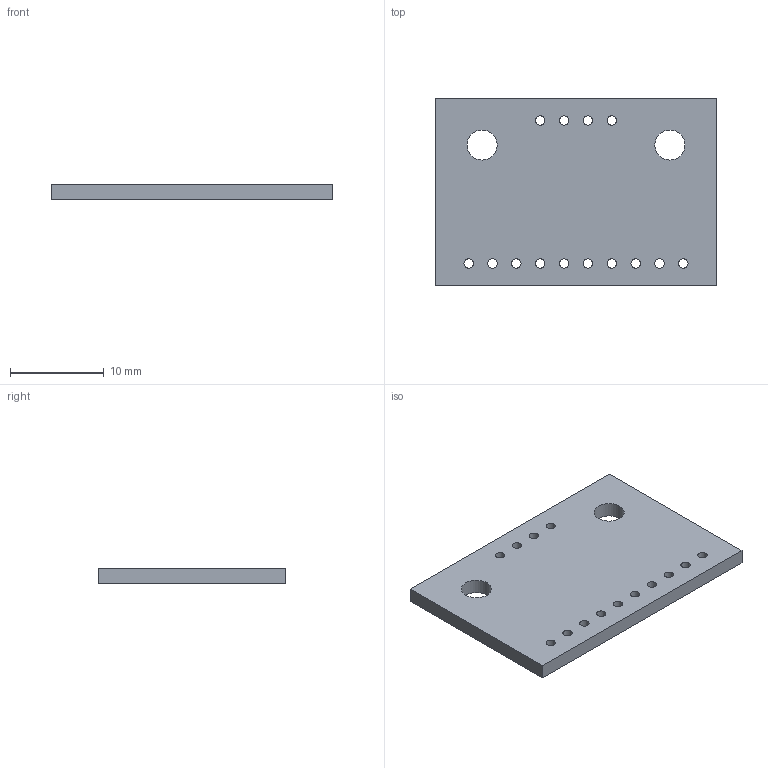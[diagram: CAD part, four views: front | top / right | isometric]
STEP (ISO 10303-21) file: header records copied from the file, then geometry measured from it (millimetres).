
FILE_DESCRIPTION(('KiCad electronic assembly'),'2;1');
FILE_NAME('MODULE-CONN-BRBO-IBBC-SZ01.step','2022-10-12T13:45:21',( 'Pcbnew'),('Kicad'),'Open CASCADE STEP processor 7.6', 'KiCad to STEP converter','Unknown');
FILE_SCHEMA(('AUTOMOTIVE_DESIGN { 1 0 10303 214 1 1 1 1 }'));
Length unit declared in the file: millimetre
Products named in the file (2): MODULE-CONN-BRBO-IBBC-SZ01 1; MODULE-CONN-BRBO-IBBC-SZ01 PCB
Assembly tree (1 placements, depth 2):
  MODULE-CONN-BRBO-IBBC-SZ01 1
    MODULE-CONN-BRBO-IBBC-SZ01 PCB
Bounding box: 30 x 20 x 1.6 mm (x, y, z)
Volume: 916.7 mm3; surface area: 1408.4 mm2
Topology: 1 solids, 1 shells, 22 faces, 60 edges, 40 vertices
Faces by surface type: cylinder 16, plane 6
Full cylindrical faces by diameter (mm): 1 x14, 3.2 x2
Entity records: 1703 total; most frequent: CARTESIAN_POINT 436, DIRECTION 228, ORIENTED_EDGE 120, PCURVE 120, DEFINITIONAL_REPRESENTATION 120, LINE 116, VECTOR 116, EDGE_CURVE 60
